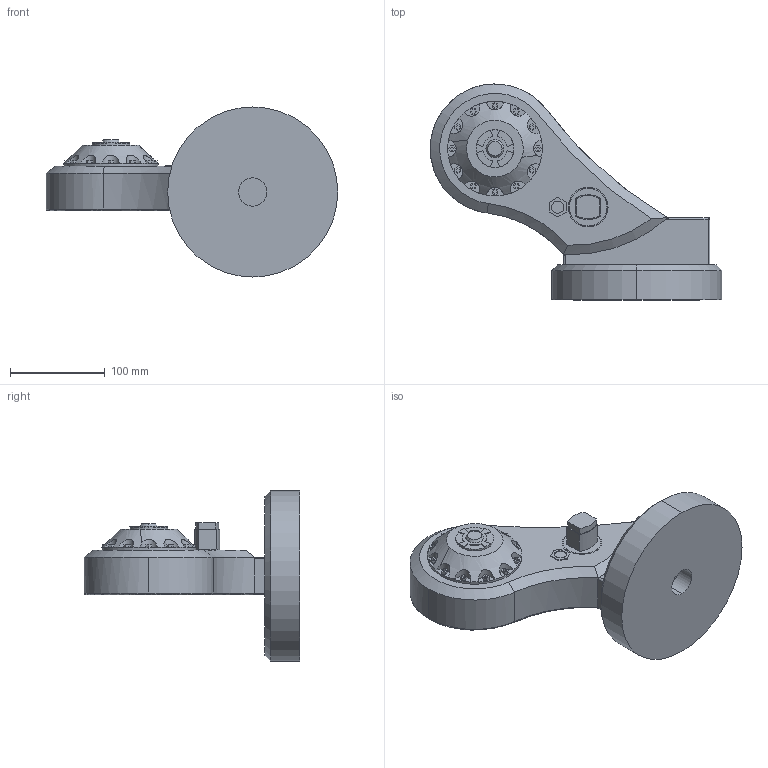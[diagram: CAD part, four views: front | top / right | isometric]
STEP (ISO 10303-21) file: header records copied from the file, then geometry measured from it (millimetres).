
FILE_DESCRIPTION (( 'STEP AP203' ), '1' );
FILE_NAME ('Part4_Default_sldprt.STEP', '2024-12-27T18:19:04', ( '' ), ( '' ), 'SwSTEP 2.0', 'SolidWorks 2023', '' );
FILE_SCHEMA (( 'CONFIG_CONTROL_DESIGN' ));
Length unit declared in the file: millimetre
Products named in the file (1): Part4_Default_sldprt
Bounding box: 308.5 x 228.48 x 180 mm (x, y, z)
Volume: 2387735 mm3; surface area: 161721.9 mm2
Topology: 1 solids, 1 shells, 287 faces, 737 edges, 486 vertices
Faces by surface type: plane 221, cylinder 52, bspline 5, cone 4, torus 3, sphere 2
Entity records: 9493 total; most frequent: CARTESIAN_POINT 2389, ORIENTED_EDGE 1470, DIRECTION 1395, EDGE_CURVE 735, LINE 573, VECTOR 573, VERTEX_POINT 486, AXIS2_PLACEMENT_3D 411
